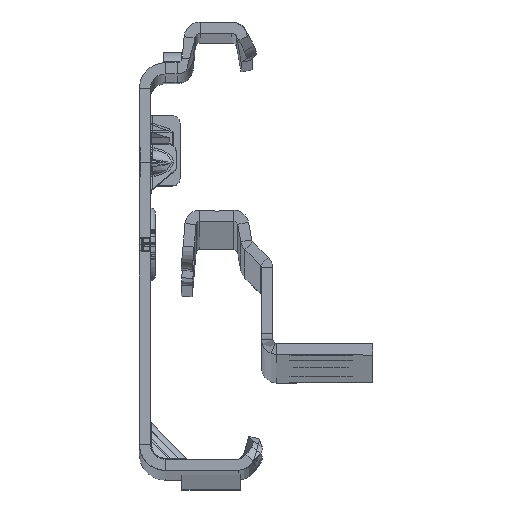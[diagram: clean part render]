
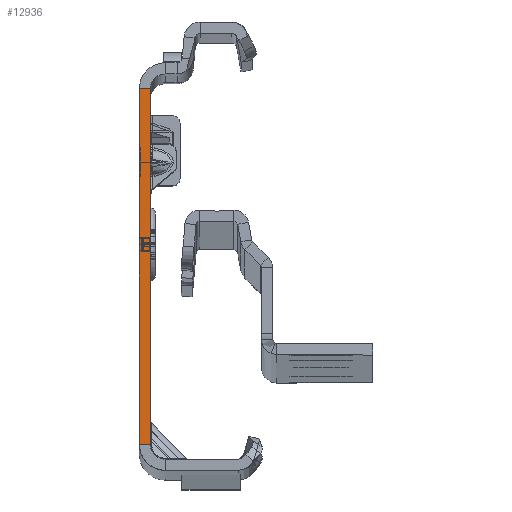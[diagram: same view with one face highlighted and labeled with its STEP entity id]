
A CAD part, top view. The second image highlights one B-rep face of the part: STEP entity #12936.
In plain terms, the highlighted planar face has unit normal (0, 0, 1).
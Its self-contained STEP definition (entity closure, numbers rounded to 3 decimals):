
#584 = DIRECTION ( 'NONE',  ( -1., 0., 0. ) ) ;
#4101 = VECTOR ( 'NONE', #51459, 1000. ) ;
#5910 = VERTEX_POINT ( 'NONE', #47322 ) ;
#6535 = VECTOR ( 'NONE', #584, 1000. ) ;
#8371 = ORIENTED_EDGE ( 'NONE', *, *, #42107, .F. ) ;
#9447 = ORIENTED_EDGE ( 'NONE', *, *, #30098, .F. ) ;
#9780 = LINE ( 'NONE', #20977, #6535 ) ;
#12936 = ADVANCED_FACE ( 'NONE', ( #44473 ), #27860, .T. ) ;
#18213 = CARTESIAN_POINT ( 'NONE',  ( 0., 22.135, 0. ) ) ;
#20084 = ORIENTED_EDGE ( 'NONE', *, *, #52581, .T. ) ;
#20777 = CARTESIAN_POINT ( 'NONE',  ( 0., -25.865, 0. ) ) ;
#20922 = VERTEX_POINT ( 'NONE', #18213 ) ;
#20977 = CARTESIAN_POINT ( 'NONE',  ( 0., -25.865, 0. ) ) ;
#21822 = ORIENTED_EDGE ( 'NONE', *, *, #23498, .T. ) ;
#23447 = CARTESIAN_POINT ( 'NONE',  ( -1.5, 22.135, 0. ) ) ;
#23498 = EDGE_CURVE ( 'NONE', #31924, #5910, #43925, .T. ) ;
#24037 = DIRECTION ( 'NONE',  ( 0., 0., 1. ) ) ;
#26137 = LINE ( 'NONE', #42750, #4101 ) ;
#27860 = PLANE ( 'NONE',  #30789 ) ;
#28150 = LINE ( 'NONE', #32762, #32654 ) ;
#30098 = EDGE_CURVE ( 'NONE', #20922, #31236, #28150, .T. ) ;
#30789 = AXIS2_PLACEMENT_3D ( 'NONE', #52924, #24037, #39869 ) ;
#31236 = VERTEX_POINT ( 'NONE', #20777 ) ;
#31924 = VERTEX_POINT ( 'NONE', #23447 ) ;
#32654 = VECTOR ( 'NONE', #48311, 1000. ) ;
#32762 = CARTESIAN_POINT ( 'NONE',  ( 0., -27.865, 0. ) ) ;
#32960 = EDGE_LOOP ( 'NONE', ( #9447, #20084, #21822, #8371 ) ) ;
#39324 = DIRECTION ( 'NONE',  ( 0., -1., 0. ) ) ;
#39869 = DIRECTION ( 'NONE',  ( 1., 0., 0. ) ) ;
#42107 = EDGE_CURVE ( 'NONE', #31236, #5910, #9780, .T. ) ;
#42750 = CARTESIAN_POINT ( 'NONE',  ( 0., 22.135, 0. ) ) ;
#43925 = LINE ( 'NONE', #48288, #51951 ) ;
#44473 = FACE_OUTER_BOUND ( 'NONE', #32960, .T. ) ;
#47322 = CARTESIAN_POINT ( 'NONE',  ( -1.5, -25.865, 0. ) ) ;
#48288 = CARTESIAN_POINT ( 'NONE',  ( -1.5, -27.865, 0. ) ) ;
#48311 = DIRECTION ( 'NONE',  ( 0., -1., 0. ) ) ;
#51459 = DIRECTION ( 'NONE',  ( -1., 0., 0. ) ) ;
#51951 = VECTOR ( 'NONE', #39324, 1000. ) ;
#52581 = EDGE_CURVE ( 'NONE', #20922, #31924, #26137, .T. ) ;
#52924 = CARTESIAN_POINT ( 'NONE',  ( -1.5, -27.865, 0. ) ) ;
